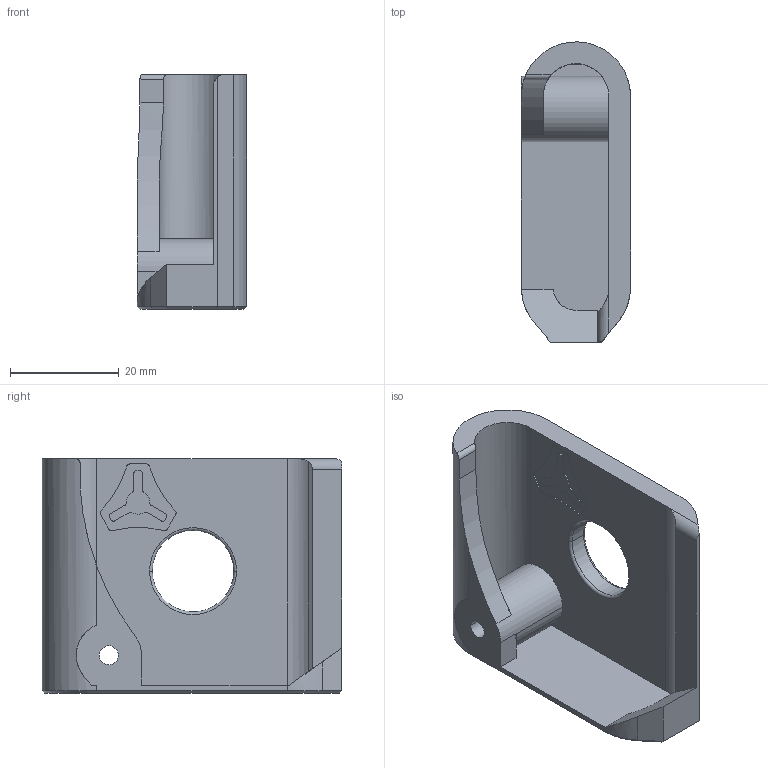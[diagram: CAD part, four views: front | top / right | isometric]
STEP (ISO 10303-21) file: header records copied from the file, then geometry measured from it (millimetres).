
FILE_DESCRIPTION (( 'STEP AP203' ), '1' );
FILE_NAME ('X Cap.STEP', '2019-10-13T00:08:25', ( '' ), ( '' ), 'SwSTEP 2.0', 'SolidWorks 2018', '' );
FILE_SCHEMA (( 'CONFIG_CONTROL_DESIGN' ));
Length unit declared in the file: millimetre
Products named in the file (1): X Cap
Bounding box: 20.1 x 55.2 x 43.2 mm (x, y, z)
Volume: 13652.4 mm3; surface area: 8853.4 mm2
Topology: 1 solids, 1 shells, 100 faces, 271 edges, 175 vertices
Faces by surface type: cylinder 47, plane 43, torus 6, cone 3, bspline 1
Entity records: 3452 total; most frequent: CARTESIAN_POINT 801, DIRECTION 556, ORIENTED_EDGE 542, EDGE_CURVE 271, AXIS2_PLACEMENT_3D 205, VERTEX_POINT 175, VECTOR 146, LINE 146
